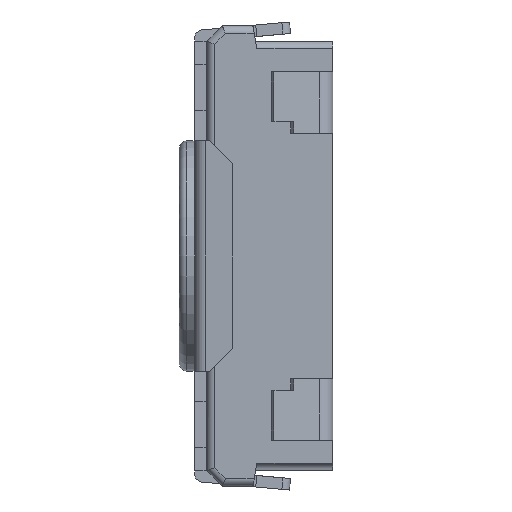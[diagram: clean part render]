
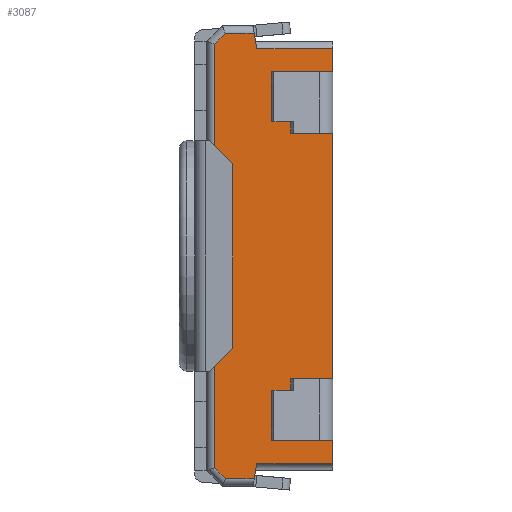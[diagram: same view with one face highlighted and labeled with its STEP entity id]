
A CAD part, left-side view. The second image highlights one B-rep face of the part: STEP entity #3087.
In plain terms, the highlighted planar face has unit normal (-1, 0, 0).
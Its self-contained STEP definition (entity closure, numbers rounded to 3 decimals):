
#1049 = VERTEX_POINT ( 'NONE', #4048 ) ;
#1050 = VERTEX_POINT ( 'NONE', #4049 ) ;
#1051 = VERTEX_POINT ( 'NONE', #4050 ) ;
#1052 = VERTEX_POINT ( 'NONE', #4051 ) ;
#1075 = VERTEX_POINT ( 'NONE', #4074 ) ;
#1076 = VERTEX_POINT ( 'NONE', #4075 ) ;
#1077 = VERTEX_POINT ( 'NONE', #4076 ) ;
#1078 = VERTEX_POINT ( 'NONE', #4077 ) ;
#1079 = VERTEX_POINT ( 'NONE', #4078 ) ;
#1080 = VERTEX_POINT ( 'NONE', #4079 ) ;
#1081 = VERTEX_POINT ( 'NONE', #4080 ) ;
#1082 = VERTEX_POINT ( 'NONE', #4081 ) ;
#1085 = VERTEX_POINT ( 'NONE', #4084 ) ;
#1086 = VERTEX_POINT ( 'NONE', #4085 ) ;
#1091 = VERTEX_POINT ( 'NONE', #4090 ) ;
#1092 = VERTEX_POINT ( 'NONE', #4091 ) ;
#1130 = VERTEX_POINT ( 'NONE', #4129 ) ;
#1131 = VERTEX_POINT ( 'NONE', #4130 ) ;
#1430 = EDGE_LOOP ( 'NONE', ( #2012, #2013, #2014, #2011, #2015, #2016, #2017, #2018, #2019, #2020, #2021, #2023, #2022, #2024, #2025, #2027, #2028, #2026 ) ) ;
#2011 = ORIENTED_EDGE ( 'NONE', *, *, #2955, .F. ) ;
#2012 = ORIENTED_EDGE ( 'NONE', *, *, #2958, .F. ) ;
#2013 = ORIENTED_EDGE ( 'NONE', *, *, #2957, .F. ) ;
#2014 = ORIENTED_EDGE ( 'NONE', *, *, #2985, .F. ) ;
#2015 = ORIENTED_EDGE ( 'NONE', *, *, #2954, .F. ) ;
#2016 = ORIENTED_EDGE ( 'NONE', *, *, #2952, .F. ) ;
#2017 = ORIENTED_EDGE ( 'NONE', *, *, #2984, .F. ) ;
#2018 = ORIENTED_EDGE ( 'NONE', *, *, #2949, .F. ) ;
#2019 = ORIENTED_EDGE ( 'NONE', *, *, #3028, .F. ) ;
#2020 = ORIENTED_EDGE ( 'NONE', *, *, #2962, .F. ) ;
#2021 = ORIENTED_EDGE ( 'NONE', *, *, #3033, .F. ) ;
#2022 = ORIENTED_EDGE ( 'NONE', *, *, #3035, .F. ) ;
#2023 = ORIENTED_EDGE ( 'NONE', *, *, #3034, .F. ) ;
#2024 = ORIENTED_EDGE ( 'NONE', *, *, #2971, .F. ) ;
#2025 = ORIENTED_EDGE ( 'NONE', *, *, #3036, .F. ) ;
#2026 = ORIENTED_EDGE ( 'NONE', *, *, #2960, .F. ) ;
#2027 = ORIENTED_EDGE ( 'NONE', *, *, #2966, .F. ) ;
#2028 = ORIENTED_EDGE ( 'NONE', *, *, #2986, .F. ) ;
#2949 = EDGE_CURVE ( 'NONE', #1075, #1076, #5236, .T. ) ;
#2952 = EDGE_CURVE ( 'NONE', #1049, #1077, #5245, .T. ) ;
#2954 = EDGE_CURVE ( 'NONE', #1077, #1078, #5251, .T. ) ;
#2955 = EDGE_CURVE ( 'NONE', #1078, #1050, #5254, .T. ) ;
#2957 = EDGE_CURVE ( 'NONE', #1052, #1079, #5260, .T. ) ;
#2958 = EDGE_CURVE ( 'NONE', #1079, #1080, #5263, .T. ) ;
#2960 = EDGE_CURVE ( 'NONE', #1080, #1051, #5269, .T. ) ;
#2962 = EDGE_CURVE ( 'NONE', #1081, #1082, #5276, .T. ) ;
#2966 = EDGE_CURVE ( 'NONE', #1085, #1086, #5289, .T. ) ;
#2971 = EDGE_CURVE ( 'NONE', #1091, #1092, #5305, .T. ) ;
#2984 = EDGE_CURVE ( 'NONE', #1076, #1049, #5348, .T. ) ;
#2985 = EDGE_CURVE ( 'NONE', #1050, #1052, #5351, .T. ) ;
#2986 = EDGE_CURVE ( 'NONE', #1051, #1085, #5354, .T. ) ;
#3028 = EDGE_CURVE ( 'NONE', #1082, #1075, #5484, .T. ) ;
#3033 = EDGE_CURVE ( 'NONE', #1130, #1081, #5499, .T. ) ;
#3034 = EDGE_CURVE ( 'NONE', #1131, #1130, #5502, .T. ) ;
#3035 = EDGE_CURVE ( 'NONE', #1092, #1131, #5505, .T. ) ;
#3036 = EDGE_CURVE ( 'NONE', #1086, #1091, #5508, .T. ) ;
#3087 = ADVANCED_FACE ( 'NONE', ( #6097 ), #5680, .F. ) ;
#4048 = CARTESIAN_POINT ( 'NONE',  ( -3., 0., 2.4 ) ) ;
#4049 = CARTESIAN_POINT ( 'NONE',  ( -3., 0., 1.6 ) ) ;
#4050 = CARTESIAN_POINT ( 'NONE',  ( -3., 0., -2.4 ) ) ;
#4051 = CARTESIAN_POINT ( 'NONE',  ( -3., 0., -1.6 ) ) ;
#4074 = CARTESIAN_POINT ( 'NONE',  ( -3., 0.99, 2.7 ) ) ;
#4075 = CARTESIAN_POINT ( 'NONE',  ( -3., 0., 2.7 ) ) ;
#4076 = CARTESIAN_POINT ( 'NONE',  ( -3., 0.2, 2.4 ) ) ;
#4077 = CARTESIAN_POINT ( 'NONE',  ( -3., 0.2, 1.6 ) ) ;
#4078 = CARTESIAN_POINT ( 'NONE',  ( -3., 0.2, -1.6 ) ) ;
#4079 = CARTESIAN_POINT ( 'NONE',  ( -3., 0.2, -2.4 ) ) ;
#4080 = CARTESIAN_POINT ( 'NONE',  ( -3., 1.399, 2.9 ) ) ;
#4081 = CARTESIAN_POINT ( 'NONE',  ( -3., 1.023, 2.9 ) ) ;
#4084 = CARTESIAN_POINT ( 'NONE',  ( -3., 0., -2.7 ) ) ;
#4085 = CARTESIAN_POINT ( 'NONE',  ( -3., 0.99, -2.7 ) ) ;
#4090 = CARTESIAN_POINT ( 'NONE',  ( -3., 1.023, -2.9 ) ) ;
#4091 = CARTESIAN_POINT ( 'NONE',  ( -3., 1.399, -2.9 ) ) ;
#4129 = CARTESIAN_POINT ( 'NONE',  ( -3., 1.54, 2.759 ) ) ;
#4130 = CARTESIAN_POINT ( 'NONE',  ( -3., 1.54, -2.759 ) ) ;
#5236 = LINE ( 'NONE', #5237, #5945 ) ;
#5237 = CARTESIAN_POINT ( 'NONE',  ( -3., 1.54, 2.7 ) ) ;
#5238 = DIRECTION ( 'NONE',  ( 0., -1., 0. ) ) ;
#5245 = LINE ( 'NONE', #5246, #5948 ) ;
#5246 = CARTESIAN_POINT ( 'NONE',  ( -3., 1.54, 2.4 ) ) ;
#5247 = DIRECTION ( 'NONE',  ( 0., 1., 0. ) ) ;
#5251 = LINE ( 'NONE', #5252, #5950 ) ;
#5252 = CARTESIAN_POINT ( 'NONE',  ( -3., 0.2, -2.9 ) ) ;
#5253 = DIRECTION ( 'NONE',  ( 0., 0., -1. ) ) ;
#5254 = LINE ( 'NONE', #5255, #5951 ) ;
#5255 = CARTESIAN_POINT ( 'NONE',  ( -3., 1.54, 1.6 ) ) ;
#5256 = DIRECTION ( 'NONE',  ( 0., -1., 0. ) ) ;
#5260 = LINE ( 'NONE', #5261, #5953 ) ;
#5261 = CARTESIAN_POINT ( 'NONE',  ( -3., 1.54, -1.6 ) ) ;
#5262 = DIRECTION ( 'NONE',  ( 0., 1., 0. ) ) ;
#5263 = LINE ( 'NONE', #5264, #5954 ) ;
#5264 = CARTESIAN_POINT ( 'NONE',  ( -3., 0.2, -2.9 ) ) ;
#5265 = DIRECTION ( 'NONE',  ( 0., 0., -1. ) ) ;
#5269 = LINE ( 'NONE', #5270, #5956 ) ;
#5270 = CARTESIAN_POINT ( 'NONE',  ( -3., 1.54, -2.4 ) ) ;
#5271 = DIRECTION ( 'NONE',  ( 0., -1., 0. ) ) ;
#5276 = LINE ( 'NONE', #5277, #5957 ) ;
#5277 = CARTESIAN_POINT ( 'NONE',  ( -3., 1.54, 2.9 ) ) ;
#5278 = DIRECTION ( 'NONE',  ( 0., -1., 0. ) ) ;
#5289 = LINE ( 'NONE', #5290, #5961 ) ;
#5290 = CARTESIAN_POINT ( 'NONE',  ( -3., 1.54, -2.7 ) ) ;
#5291 = DIRECTION ( 'NONE',  ( 0., 1., 0. ) ) ;
#5305 = LINE ( 'NONE', #5306, #5965 ) ;
#5306 = CARTESIAN_POINT ( 'NONE',  ( -3., 1.54, -2.9 ) ) ;
#5307 = DIRECTION ( 'NONE',  ( 0., 1., 0. ) ) ;
#5348 = LINE ( 'NONE', #5349, #5975 ) ;
#5349 = CARTESIAN_POINT ( 'NONE',  ( -3., 0., -2.9 ) ) ;
#5350 = DIRECTION ( 'NONE',  ( 0., 0., -1. ) ) ;
#5351 = LINE ( 'NONE', #5352, #5976 ) ;
#5352 = CARTESIAN_POINT ( 'NONE',  ( -3., 0., -2.9 ) ) ;
#5353 = DIRECTION ( 'NONE',  ( 0., 0., -1. ) ) ;
#5354 = LINE ( 'NONE', #5355, #5977 ) ;
#5355 = CARTESIAN_POINT ( 'NONE',  ( -3., 0., -2.9 ) ) ;
#5356 = DIRECTION ( 'NONE',  ( 0., 0., -1. ) ) ;
#5484 = LINE ( 'NONE', #5485, #6013 ) ;
#5485 = CARTESIAN_POINT ( 'NONE',  ( -3., 1.023, 2.9 ) ) ;
#5486 = DIRECTION ( 'NONE',  ( 0., -0.164, -0.986 ) ) ;
#5499 = LINE ( 'NONE', #5500, #6018 ) ;
#5500 = CARTESIAN_POINT ( 'NONE',  ( -3., 1.57, 2.728 ) ) ;
#5501 = DIRECTION ( 'NONE',  ( 0., -0.707, 0.707 ) ) ;
#5502 = LINE ( 'NONE', #5503, #6019 ) ;
#5503 = CARTESIAN_POINT ( 'NONE',  ( -3., 1.54, -2.9 ) ) ;
#5504 = DIRECTION ( 'NONE',  ( 0., 0., 1. ) ) ;
#5505 = LINE ( 'NONE', #5506, #6020 ) ;
#5506 = CARTESIAN_POINT ( 'NONE',  ( -3., 1.57, -2.728 ) ) ;
#5507 = DIRECTION ( 'NONE',  ( 0., 0.707, 0.707 ) ) ;
#5508 = LINE ( 'NONE', #5509, #6021 ) ;
#5509 = CARTESIAN_POINT ( 'NONE',  ( -3., 0.99, -2.7 ) ) ;
#5510 = DIRECTION ( 'NONE',  ( 0., 0.164, -0.986 ) ) ;
#5680 = PLANE ( 'NONE',  #6100 ) ;
#5681 = CARTESIAN_POINT ( 'NONE',  ( -3., 1.54, -2.9 ) ) ;
#5682 = DIRECTION ( 'NONE',  ( 1., 0., 0. ) ) ;
#5683 = DIRECTION ( 'NONE',  ( 0., 0., -1. ) ) ;
#5945 = VECTOR ( 'NONE', #5238, 1000. ) ;
#5948 = VECTOR ( 'NONE', #5247, 1000. ) ;
#5950 = VECTOR ( 'NONE', #5253, 1000. ) ;
#5951 = VECTOR ( 'NONE', #5256, 1000. ) ;
#5953 = VECTOR ( 'NONE', #5262, 1000. ) ;
#5954 = VECTOR ( 'NONE', #5265, 1000. ) ;
#5956 = VECTOR ( 'NONE', #5271, 1000. ) ;
#5957 = VECTOR ( 'NONE', #5278, 1000. ) ;
#5961 = VECTOR ( 'NONE', #5291, 1000. ) ;
#5965 = VECTOR ( 'NONE', #5307, 1000. ) ;
#5975 = VECTOR ( 'NONE', #5350, 1000. ) ;
#5976 = VECTOR ( 'NONE', #5353, 1000. ) ;
#5977 = VECTOR ( 'NONE', #5356, 1000. ) ;
#6013 = VECTOR ( 'NONE', #5486, 1000. ) ;
#6018 = VECTOR ( 'NONE', #5501, 1000. ) ;
#6019 = VECTOR ( 'NONE', #5504, 1000. ) ;
#6020 = VECTOR ( 'NONE', #5507, 1000. ) ;
#6021 = VECTOR ( 'NONE', #5510, 1000. ) ;
#6097 = FACE_OUTER_BOUND ( 'NONE', #1430, .T. ) ;
#6100 = AXIS2_PLACEMENT_3D ( 'NONE', #5681, #5682, #5683 ) ;
